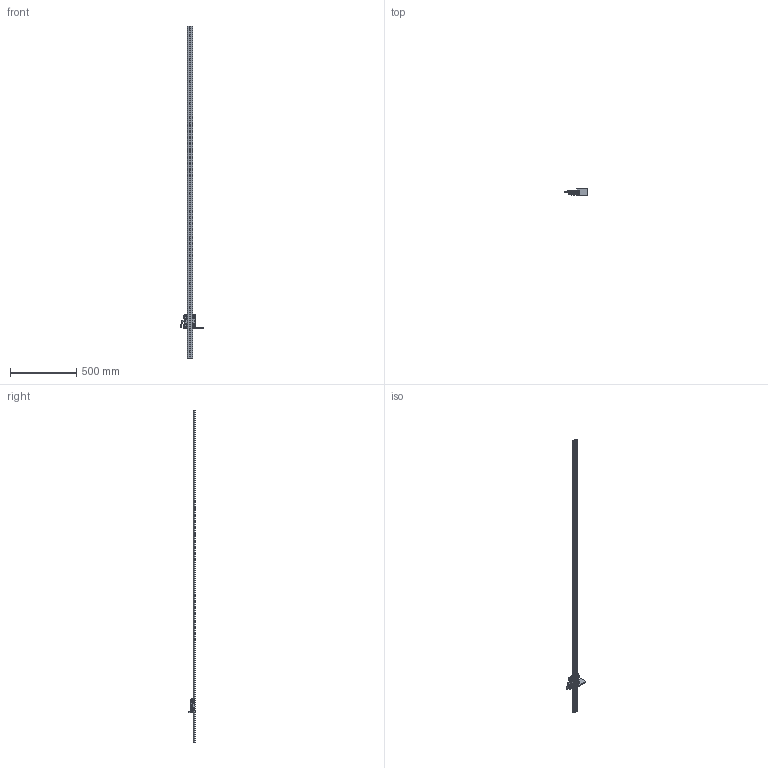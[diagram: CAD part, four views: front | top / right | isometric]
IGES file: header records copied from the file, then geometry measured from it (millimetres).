
Start section: SolidWorks IGES file using analytic representation for surfaces
Global section: file name: HRO-3_5.IGS; native system: SolidWorks 2010; preprocessor: SolidWorks 2010; author: User; date: 170510.161526; units: millimetre
Bounding box: 177.45 x 51 x 2500 mm (x, y, z)
Volume: 1316563 mm3; surface area: 592952 mm2
Topology: 25 solids, 29 shells, 700 faces, 1733 edges, 1082 vertices
Faces by surface type: revolution 433, plane 261, bspline 6
